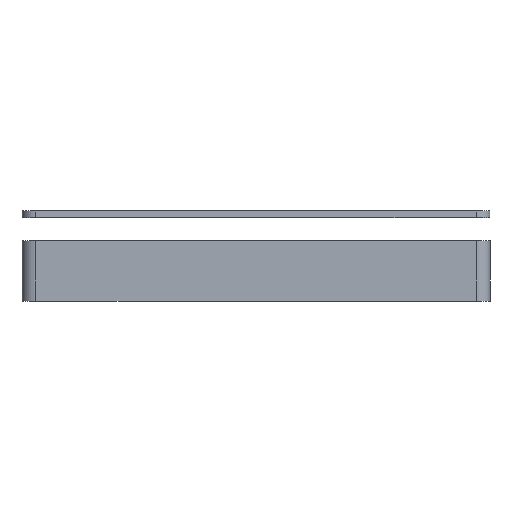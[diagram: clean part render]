
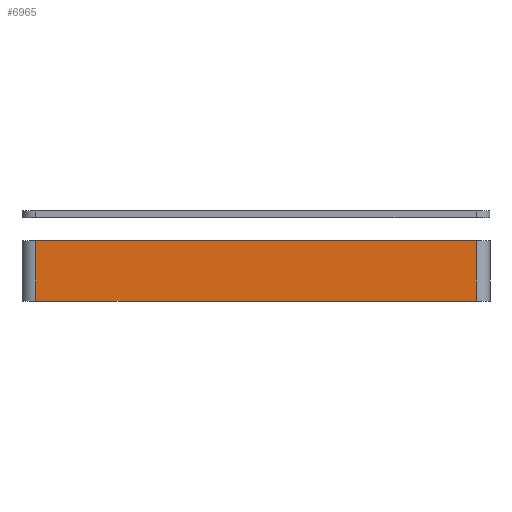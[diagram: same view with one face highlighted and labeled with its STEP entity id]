
A CAD part, front view. The second image highlights one B-rep face of the part: STEP entity #6965.
In plain terms, the highlighted planar face has unit normal (0, -1, 0).
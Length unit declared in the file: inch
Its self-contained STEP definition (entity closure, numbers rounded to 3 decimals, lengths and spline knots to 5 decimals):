
#1441=FACE_OUTER_BOUND('',#2081,.T.);
#2081=EDGE_LOOP('',(#6495,#6496,#6497,#6498));
#2546=LINE('',#11736,#3038);
#2559=LINE('',#11775,#3051);
#2560=LINE('',#11778,#3052);
#2586=LINE('',#11849,#3078);
#3038=VECTOR('',#9796,0.3937);
#3051=VECTOR('',#9827,0.3937);
#3052=VECTOR('',#9830,0.3937);
#3078=VECTOR('',#9908,0.3937);
#3666=VERTEX_POINT('',#11733);
#3667=VERTEX_POINT('',#11735);
#3684=VERTEX_POINT('',#11773);
#3685=VERTEX_POINT('',#11777);
#4585=EDGE_CURVE('',#3666,#3667,#2546,.T.);
#4605=EDGE_CURVE('',#3684,#3666,#2559,.T.);
#4606=EDGE_CURVE('',#3667,#3685,#2560,.T.);
#4642=EDGE_CURVE('',#3685,#3684,#2586,.T.);
#6495=ORIENTED_EDGE('',*,*,#4605,.F.);
#6496=ORIENTED_EDGE('',*,*,#4642,.F.);
#6497=ORIENTED_EDGE('',*,*,#4606,.F.);
#6498=ORIENTED_EDGE('',*,*,#4585,.F.);
#6637=PLANE('',#7817);
#6965=ADVANCED_FACE('',(#1441),#6637,.T.);
#7817=AXIS2_PLACEMENT_3D('',#11848,#9906,#9907);
#9796=DIRECTION('',(1.,0.,0.));
#9827=DIRECTION('',(0.,0.,1.));
#9830=DIRECTION('',(0.,0.,-1.));
#9906=DIRECTION('center_axis',(0.,-1.,0.));
#9907=DIRECTION('ref_axis',(1.,0.,0.));
#9908=DIRECTION('',(-1.,0.,0.));
#11733=CARTESIAN_POINT('',(-2.3836,-2.52369,0.51181));
#11735=CARTESIAN_POINT('',(1.35656,-2.52369,0.51181));
#11736=CARTESIAN_POINT('',(1.47467,-2.52369,0.51181));
#11773=CARTESIAN_POINT('',(-2.3836,-2.52369,0.));
#11775=CARTESIAN_POINT('',(-2.3836,-2.52369,0.));
#11777=CARTESIAN_POINT('',(1.35656,-2.52369,0.));
#11778=CARTESIAN_POINT('',(1.35656,-2.52369,0.));
#11848=CARTESIAN_POINT('Origin',(-2.50171,-2.52369,0.));
#11849=CARTESIAN_POINT('',(1.47467,-2.52369,0.));
